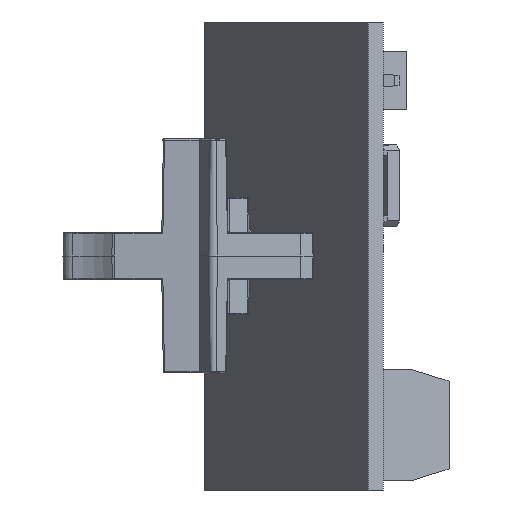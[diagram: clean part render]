
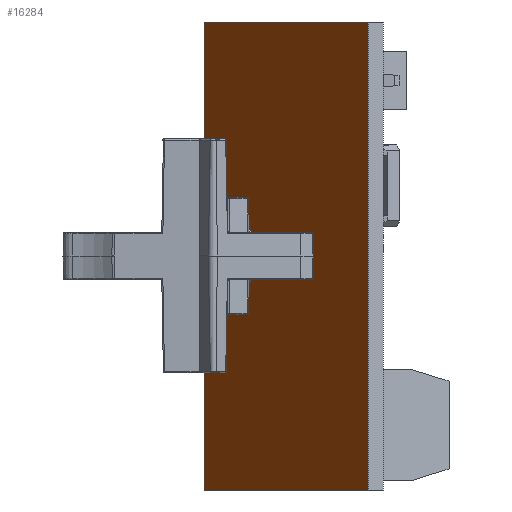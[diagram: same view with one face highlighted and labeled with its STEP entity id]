
A CAD part, left-side view. The second image highlights one B-rep face of the part: STEP entity #16284.
In plain terms, the highlighted planar face has unit normal (-0.5, 0.866, 0).
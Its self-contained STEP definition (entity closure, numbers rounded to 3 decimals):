
#441=DIRECTION('',(-0.866,-0.5,0.));
#442=VECTOR('',#441,7.5);
#443=CARTESIAN_POINT('',(26.049,-16.623,-12.5));
#444=LINE('',#443,#442);
#445=CARTESIAN_POINT('',(19.554,-20.373,-12.));
#446=DIRECTION('',(-0.5,0.866,0.));
#447=DIRECTION('',(0.,0.,-1.));
#448=AXIS2_PLACEMENT_3D('',#445,#446,#447);
#450=DIRECTION('',(0.,0.,1.));
#451=VECTOR('',#450,4.);
#452=CARTESIAN_POINT('',(19.121,-20.623,-12.));
#453=LINE('',#452,#451);
#454=CARTESIAN_POINT('',(19.554,-20.373,-8.));
#455=DIRECTION('',(-0.5,0.866,0.));
#456=DIRECTION('',(-0.866,-0.5,0.));
#457=AXIS2_PLACEMENT_3D('',#454,#455,#456);
#459=DIRECTION('',(0.866,0.5,0.));
#460=VECTOR('',#459,7.5);
#461=CARTESIAN_POINT('',(19.554,-20.373,-7.5));
#462=LINE('',#461,#460);
#463=DIRECTION('',(0.,0.,1.));
#464=VECTOR('',#463,17.5);
#465=CARTESIAN_POINT('',(26.049,-16.623,-7.5));
#466=LINE('',#465,#464);
#467=DIRECTION('',(-0.866,-0.5,0.));
#468=VECTOR('',#467,28.);
#469=CARTESIAN_POINT('',(26.049,-16.623,10.));
#470=LINE('',#469,#468);
#471=DIRECTION('',(0.,0.,-1.));
#472=VECTOR('',#471,40.);
#473=CARTESIAN_POINT('',(1.8,-30.623,10.));
#474=LINE('',#473,#472);
#475=DIRECTION('',(0.866,0.5,0.));
#476=VECTOR('',#475,28.);
#477=CARTESIAN_POINT('',(1.8,-30.623,-30.));
#478=LINE('',#477,#476);
#479=DIRECTION('',(0.,0.,1.));
#480=VECTOR('',#479,17.5);
#481=CARTESIAN_POINT('',(26.049,-16.623,-30.));
#482=LINE('',#481,#480);
#483=CARTESIAN_POINT('',(10.893,-25.373,-10.));
#484=DIRECTION('',(0.5,-0.866,0.));
#485=DIRECTION('',(0.866,0.5,0.));
#486=AXIS2_PLACEMENT_3D('',#483,#484,#485);
#538=CARTESIAN_POINT('',(10.893,-25.373,-10.));
#539=DIRECTION('',(0.5,-0.866,0.));
#540=DIRECTION('',(-0.866,-0.5,0.));
#541=AXIS2_PLACEMENT_3D('',#538,#539,#540);
#12819=CARTESIAN_POINT('',(19.121,-20.623,-8.));
#12820=VERTEX_POINT('',#12819);
#12821=CARTESIAN_POINT('',(19.121,-20.623,-12.));
#12822=VERTEX_POINT('',#12821);
#12823=CARTESIAN_POINT('',(19.554,-20.373,-7.5));
#12824=VERTEX_POINT('',#12823);
#12825=CARTESIAN_POINT('',(26.049,-16.623,-7.5));
#12826=VERTEX_POINT('',#12825);
#12827=CARTESIAN_POINT('',(26.049,-16.623,10.));
#12828=VERTEX_POINT('',#12827);
#12829=CARTESIAN_POINT('',(1.8,-30.623,10.));
#12830=VERTEX_POINT('',#12829);
#12831=CARTESIAN_POINT('',(1.8,-30.623,-30.));
#12832=VERTEX_POINT('',#12831);
#12833=CARTESIAN_POINT('',(26.049,-16.623,-30.));
#12834=VERTEX_POINT('',#12833);
#12835=CARTESIAN_POINT('',(26.049,-16.623,-12.5));
#12836=VERTEX_POINT('',#12835);
#12837=CARTESIAN_POINT('',(19.554,-20.373,-12.5));
#12838=VERTEX_POINT('',#12837);
#13257=CARTESIAN_POINT('',(11.781,-24.86,
-10.));
#13258=VERTEX_POINT('',#13257);
#13259=CARTESIAN_POINT('',(10.006,-25.885,
-10.));
#13260=VERTEX_POINT('',#13259);
#16261=CARTESIAN_POINT('',(10.893,-25.373,-10.));
#16262=DIRECTION('',(0.5,-0.866,0.));
#16263=DIRECTION('',(0.,0.,-1.));
#16264=AXIS2_PLACEMENT_3D('',#16261,#16262,#16263);
#16265=PLANE('',#16264);
#16266=ORIENTED_EDGE('',*,*,#16227,.T.);
#16267=ORIENTED_EDGE('',*,*,#16247,.T.);
#16268=ORIENTED_EDGE('',*,*,#16058,.T.);
#16269=ORIENTED_EDGE('',*,*,#16080,.T.);
#16270=ORIENTED_EDGE('',*,*,#16103,.T.);
#16271=ORIENTED_EDGE('',*,*,#16123,.T.);
#16272=ORIENTED_EDGE('',*,*,#16144,.T.);
#16273=ORIENTED_EDGE('',*,*,#16165,.T.);
#16274=ORIENTED_EDGE('',*,*,#16186,.T.);
#16275=ORIENTED_EDGE('',*,*,#16207,.T.);
#16276=EDGE_LOOP('',(#16266,#16267,#16268,#16269,#16270,#16271,#16272,#16273,
#16274,#16275));
#16277=FACE_OUTER_BOUND('',#16276,.F.);
#16279=ORIENTED_EDGE('',*,*,#16278,.F.);
#16281=ORIENTED_EDGE('',*,*,#16280,.F.);
#16282=EDGE_LOOP('',(#16279,#16281));
#16283=FACE_BOUND('',#16282,.F.);
#16284=ADVANCED_FACE('',(#16277,#16283),#16265,.F.);
#449=CIRCLE('',#448,0.5);
#458=CIRCLE('',#457,0.5);
#487=CIRCLE('',#486,1.025);
#542=CIRCLE('',#541,1.025);
#16058=EDGE_CURVE('',#12822,#12820,#453,.T.);
#16080=EDGE_CURVE('',#12820,#12824,#458,.T.);
#16103=EDGE_CURVE('',#12824,#12826,#462,.T.);
#16123=EDGE_CURVE('',#12826,#12828,#466,.T.);
#16144=EDGE_CURVE('',#12828,#12830,#470,.T.);
#16165=EDGE_CURVE('',#12830,#12832,#474,.T.);
#16186=EDGE_CURVE('',#12832,#12834,#478,.T.);
#16207=EDGE_CURVE('',#12834,#12836,#482,.T.);
#16227=EDGE_CURVE('',#12836,#12838,#444,.T.);
#16247=EDGE_CURVE('',#12838,#12822,#449,.T.);
#16278=EDGE_CURVE('',#13258,#13260,#487,.T.);
#16280=EDGE_CURVE('',#13260,#13258,#542,.T.);
